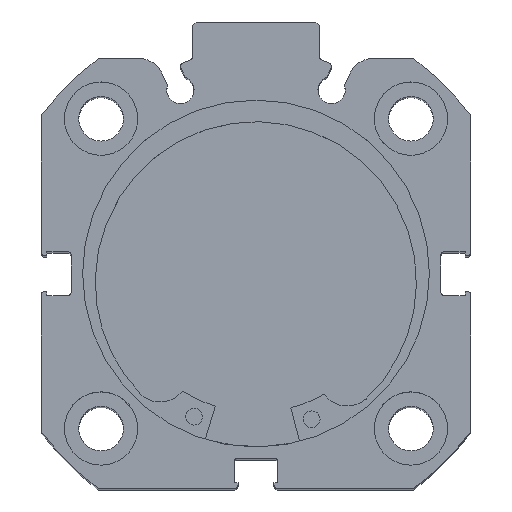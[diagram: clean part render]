
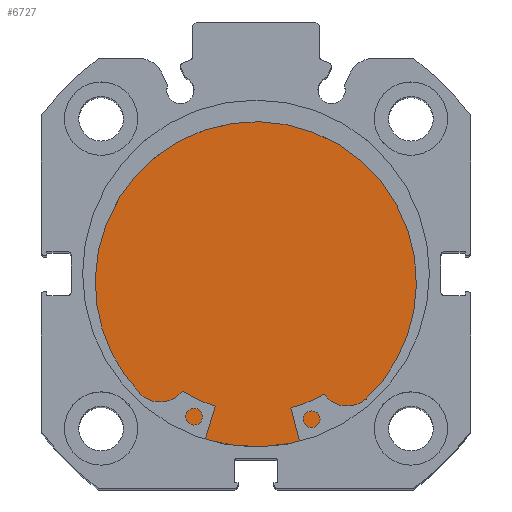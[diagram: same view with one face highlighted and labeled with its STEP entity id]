
A CAD part, top view. The second image highlights one B-rep face of the part: STEP entity #6727.
In plain terms, the highlighted face is planar.
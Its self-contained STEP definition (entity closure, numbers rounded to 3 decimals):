
#1066 = CIRCLE ( 'NONE', #4027, 26. ) ;
#1081 = CIRCLE ( 'NONE', #4033, 26. ) ;
#1897 = CARTESIAN_POINT ( 'NONE',  ( 9., 0., 0. ) ) ;
#1901 = DIRECTION ( 'NONE',  ( -1., 0., 0. ) ) ;
#1902 = DIRECTION ( 'NONE',  ( 0., 0., 1. ) ) ;
#1932 = CARTESIAN_POINT ( 'NONE',  ( 9., 0., 0. ) ) ;
#1934 = DIRECTION ( 'NONE',  ( -1., 0., 0. ) ) ;
#1935 = DIRECTION ( 'NONE',  ( 0., 0., 1. ) ) ;
#2705 = CARTESIAN_POINT ( 'NONE',  ( 9., 0., -26. ) ) ;
#2963 = VERTEX_POINT ( 'NONE', #3288 ) ;
#3055 = VERTEX_POINT ( 'NONE', #2705 ) ;
#3288 = CARTESIAN_POINT ( 'NONE',  ( 9., 0., 26. ) ) ;
#3733 = EDGE_CURVE ( 'NONE', #2963, #3055, #1066, .T. ) ;
#3745 = EDGE_CURVE ( 'NONE', #3055, #2963, #1081, .T. ) ;
#4027 = AXIS2_PLACEMENT_3D ( 'NONE', #1897, #1901, #1902 ) ;
#4033 = AXIS2_PLACEMENT_3D ( 'NONE', #1932, #1934, #1935 ) ;
#4174 = AXIS2_PLACEMENT_3D ( 'NONE', #5610, #5613, #5614 ) ;
#4329 = EDGE_LOOP ( 'NONE', ( #4838, #4801 ) ) ;
#4801 = ORIENTED_EDGE ( 'NONE', *, *, #3745, .F. ) ;
#4838 = ORIENTED_EDGE ( 'NONE', *, *, #3733, .F. ) ;
#5108 = FACE_OUTER_BOUND ( 'NONE', #4329, .T. ) ;
#5610 = CARTESIAN_POINT ( 'NONE',  ( 9., 26., 0. ) ) ;
#5611 = PLANE ( 'NONE',  #4174 ) ;
#5613 = DIRECTION ( 'NONE',  ( -1., 0., 0. ) ) ;
#5614 = DIRECTION ( 'NONE',  ( 0., 0., 1. ) ) ;
#6727 = ADVANCED_FACE ( 'NONE', ( #5108 ), #5611, .F. ) ;
